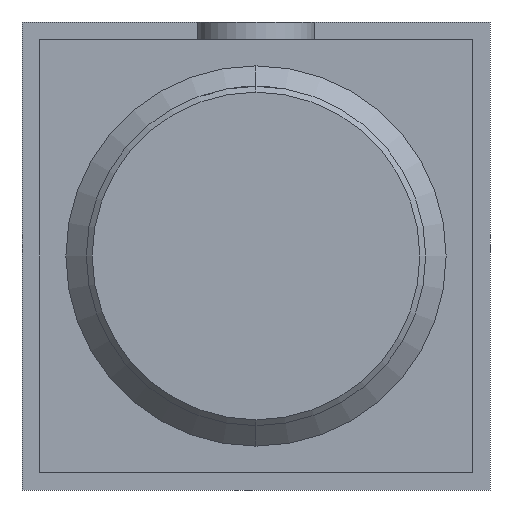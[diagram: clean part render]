
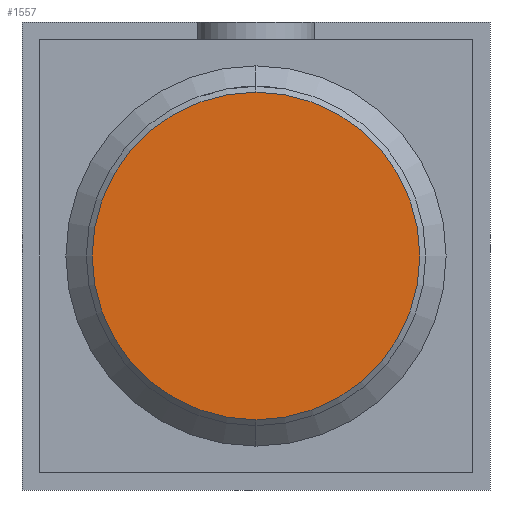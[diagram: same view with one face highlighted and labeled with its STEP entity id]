
A CAD part, front view. The second image highlights one B-rep face of the part: STEP entity #1557.
In plain terms, the highlighted planar face has unit normal (0, -1, 0).
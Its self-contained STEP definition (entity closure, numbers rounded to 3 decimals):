
#253 = DIRECTION ( 'NONE',  ( 0., -1., 0. ) ) ;
#276 = DIRECTION ( 'NONE',  ( 0., 0., 1. ) ) ;
#612 = CARTESIAN_POINT ( 'NONE',  ( 0., -41.8, 0. ) ) ;
#954 = CARTESIAN_POINT ( 'NONE',  ( 0., -41.8, 2.8 ) ) ;
#1126 = EDGE_LOOP ( 'NONE', ( #4182, #2489 ) ) ;
#1135 = DIRECTION ( 'NONE',  ( 0., 1., 0. ) ) ;
#1152 = DIRECTION ( 'NONE',  ( 0., -1., 0. ) ) ;
#1251 = CIRCLE ( 'NONE', #5560, 2.8 ) ;
#1492 = DIRECTION ( 'NONE',  ( 0., 0., 1. ) ) ;
#1557 = ADVANCED_FACE ( 'Defeature ausgef�hrt2_9', ( #5268 ), #3303, .F. ) ;
#1781 = VERTEX_POINT ( 'NONE', #954 ) ;
#1946 = AXIS2_PLACEMENT_3D ( 'NONE', #1996, #1152, #4215 ) ;
#1996 = CARTESIAN_POINT ( 'NONE',  ( 0., -41.8, 0. ) ) ;
#2054 = AXIS2_PLACEMENT_3D ( 'NONE', #612, #1135, #1492 ) ;
#2489 = ORIENTED_EDGE ( 'NONE', *, *, #2771, .T. ) ;
#2771 = EDGE_CURVE ( 'Defeature ausgef�hrt2_9+Defeature ausgef�hrt2_21+Defeature ausgef�hrt2_21+Defeature ausgef�hrt2_21', #4110, #1781, #1251, .T. ) ;
#2828 = CARTESIAN_POINT ( 'NONE',  ( 0., -41.8, -2.8 ) ) ;
#2921 = CARTESIAN_POINT ( 'NONE',  ( 0., -41.8, 0. ) ) ;
#3303 = PLANE ( 'NONE',  #2054 ) ;
#4110 = VERTEX_POINT ( 'NONE', #2828 ) ;
#4182 = ORIENTED_EDGE ( 'NONE', *, *, #4717, .T. ) ;
#4215 = DIRECTION ( 'NONE',  ( 0., 0., 1. ) ) ;
#4576 = CIRCLE ( 'NONE', #1946, 2.8 ) ;
#4717 = EDGE_CURVE ( 'Defeature ausgef�hrt2_9+Defeature ausgef�hrt2_21+Defeature ausgef�hrt2_21+Defeature ausgef�hrt2_21', #1781, #4110, #4576, .T. ) ;
#5268 = FACE_OUTER_BOUND ( 'NONE', #1126, .T. ) ;
#5560 = AXIS2_PLACEMENT_3D ( 'NONE', #2921, #253, #276 ) ;
